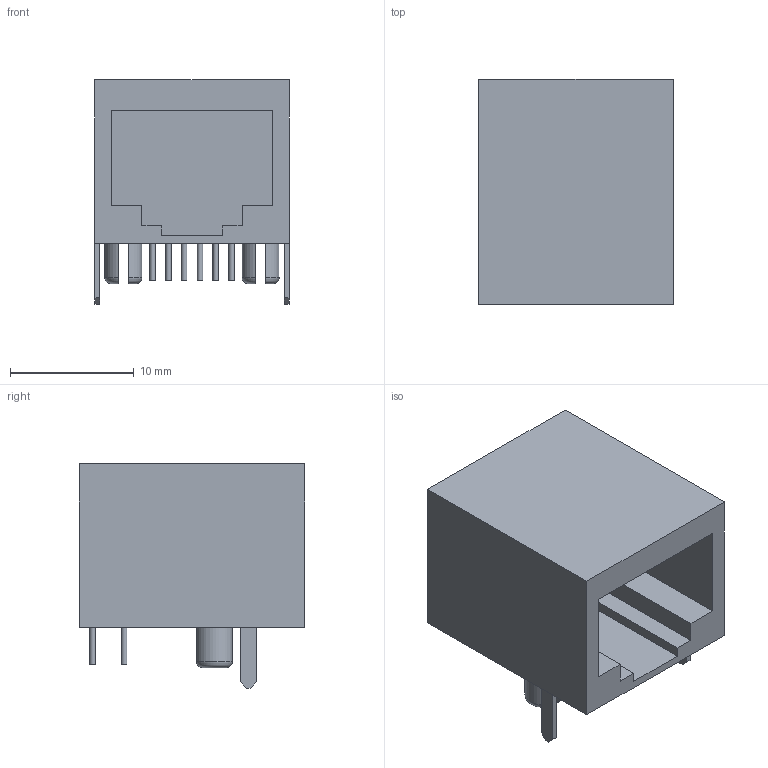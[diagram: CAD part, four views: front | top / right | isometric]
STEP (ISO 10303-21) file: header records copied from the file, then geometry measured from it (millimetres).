
FILE_DESCRIPTION(/* description */ (''),/* implementation_level */ '2;1');
FILE_NAME(/* name */ 'Mystery_RJ45_v4.step',/* time_stamp */ '2023-02-08T21:40:20-05:00',/* author */ (''),/* organization */ (''),/* preprocessor_version */ 'ST-DEVELOPER v19.2',/* originating_system */ 'Autodesk Translation Framework v11.17.0.187',/* authorisation */ '');
FILE_SCHEMA (('AUTOMOTIVE_DESIGN { 1 0 10303 214 3 1 1 }'));
Length unit declared in the file: millimetre
Products named in the file (1): Mystery RJ45
Bounding box: 15.67 x 18.16 x 18.09 mm (x, y, z)
Volume: 2269 mm3; surface area: 2204.4 mm2
Topology: 3 solids, 3 shells, 71 faces, 156 edges, 104 vertices
Faces by surface type: plane 55, cylinder 12, torus 4
Full cylindrical faces by diameter (mm): 0.45 x8
Entity records: 2045 total; most frequent: CARTESIAN_POINT 404, DIRECTION 320, ORIENTED_EDGE 312, EDGE_CURVE 156, LINE 120, VECTOR 120, VERTEX_POINT 104, AXIS2_PLACEMENT_3D 100
